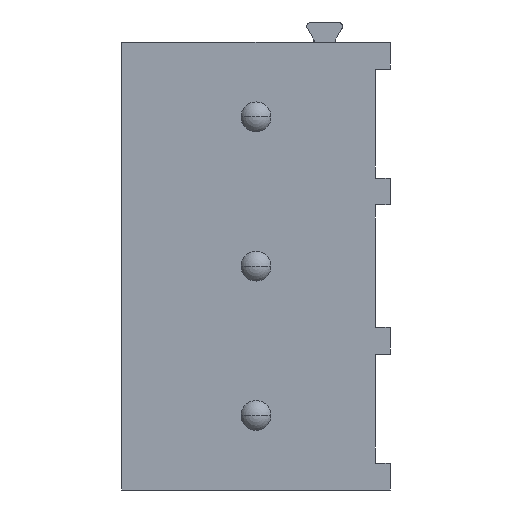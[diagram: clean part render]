
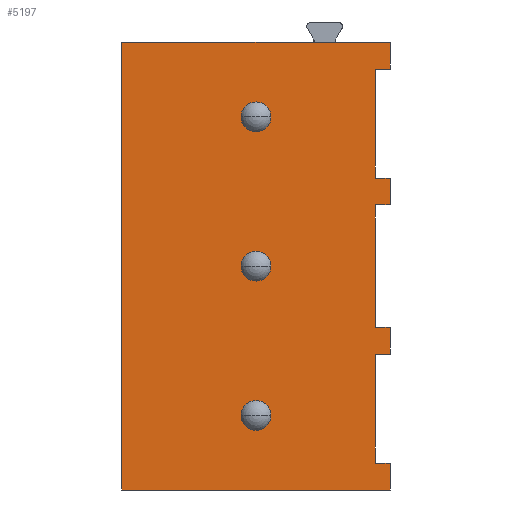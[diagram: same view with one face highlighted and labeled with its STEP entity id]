
A CAD part, front view. The second image highlights one B-rep face of the part: STEP entity #5197.
In plain terms, the highlighted planar face has unit normal (0, -1, 0).
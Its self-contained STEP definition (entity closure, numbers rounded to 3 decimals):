
#89=DIRECTION('',(1.,0.,0.));
#90=VECTOR('',#89,9.);
#91=CARTESIAN_POINT('',(-4.5,-5.14,12.5));
#92=LINE('',#91,#90);
#1052=DIRECTION('',(0.,0.,-1.));
#1053=VECTOR('',#1052,0.9);
#1054=CARTESIAN_POINT('',(4.5,-5.14,-1.6));
#1055=LINE('',#1054,#1053);
#1060=DIRECTION('',(0.,0.,-1.));
#1061=VECTOR('',#1060,0.9);
#1062=CARTESIAN_POINT('',(4.5,-5.14,12.5));
#1063=LINE('',#1062,#1061);
#1072=DIRECTION('',(0.,0.,-1.));
#1073=VECTOR('',#1072,0.9);
#1074=CARTESIAN_POINT('',(4.5,-5.14,2.95));
#1075=LINE('',#1074,#1073);
#1080=DIRECTION('',(0.,0.,-1.));
#1081=VECTOR('',#1080,0.9);
#1082=CARTESIAN_POINT('',(4.5,-5.14,7.95));
#1083=LINE('',#1082,#1081);
#1088=CARTESIAN_POINT('',(0.,-5.14,0.));
#1089=DIRECTION('',(0.,1.,0.));
#1090=DIRECTION('',(-1.,0.,0.));
#1091=AXIS2_PLACEMENT_3D('',#1088,#1089,#1090);
#1093=CARTESIAN_POINT('',(0.,-5.14,0.));
#1094=DIRECTION('',(0.,1.,0.));
#1095=DIRECTION('',(1.,0.,0.));
#1096=AXIS2_PLACEMENT_3D('',#1093,#1094,#1095);
#1098=CARTESIAN_POINT('',(0.,-5.14,5.));
#1099=DIRECTION('',(0.,1.,0.));
#1100=DIRECTION('',(-1.,0.,0.));
#1101=AXIS2_PLACEMENT_3D('',#1098,#1099,#1100);
#1103=CARTESIAN_POINT('',(0.,-5.14,5.));
#1104=DIRECTION('',(0.,1.,0.));
#1105=DIRECTION('',(1.,0.,0.));
#1106=AXIS2_PLACEMENT_3D('',#1103,#1104,#1105);
#1108=CARTESIAN_POINT('',(0.,-5.14,10.));
#1109=DIRECTION('',(0.,1.,0.));
#1110=DIRECTION('',(-1.,0.,0.));
#1111=AXIS2_PLACEMENT_3D('',#1108,#1109,#1110);
#1113=CARTESIAN_POINT('',(0.,-5.14,10.));
#1114=DIRECTION('',(0.,1.,0.));
#1115=DIRECTION('',(1.,0.,0.));
#1116=AXIS2_PLACEMENT_3D('',#1113,#1114,#1115);
#1118=DIRECTION('',(-1.,0.,0.));
#1119=VECTOR('',#1118,0.5);
#1120=CARTESIAN_POINT('',(4.5,-5.14,2.95));
#1121=LINE('',#1120,#1119);
#1122=DIRECTION('',(-1.,0.,0.));
#1123=VECTOR('',#1122,0.5);
#1124=CARTESIAN_POINT('',(4.5,-5.14,2.05));
#1125=LINE('',#1124,#1123);
#1126=DIRECTION('',(0.,0.,1.));
#1127=VECTOR('',#1126,3.65);
#1128=CARTESIAN_POINT('',(4.,-5.14,-1.6));
#1129=LINE('',#1128,#1127);
#1130=DIRECTION('',(-1.,0.,0.));
#1131=VECTOR('',#1130,0.5);
#1132=CARTESIAN_POINT('',(4.5,-5.14,-1.6));
#1133=LINE('',#1132,#1131);
#1134=DIRECTION('',(0.,0.,-1.));
#1135=VECTOR('',#1134,15.);
#1136=CARTESIAN_POINT('',(-4.5,-5.14,12.5));
#1137=LINE('',#1136,#1135);
#1138=DIRECTION('',(-1.,0.,0.));
#1139=VECTOR('',#1138,0.5);
#1140=CARTESIAN_POINT('',(4.5,-5.14,11.6));
#1141=LINE('',#1140,#1139);
#1142=DIRECTION('',(0.,0.,1.));
#1143=VECTOR('',#1142,3.65);
#1144=CARTESIAN_POINT('',(4.,-5.14,7.95));
#1145=LINE('',#1144,#1143);
#1146=DIRECTION('',(-1.,0.,0.));
#1147=VECTOR('',#1146,0.5);
#1148=CARTESIAN_POINT('',(4.5,-5.14,7.95));
#1149=LINE('',#1148,#1147);
#1150=DIRECTION('',(-1.,0.,0.));
#1151=VECTOR('',#1150,0.5);
#1152=CARTESIAN_POINT('',(4.5,-5.14,7.05));
#1153=LINE('',#1152,#1151);
#1154=DIRECTION('',(0.,0.,1.));
#1155=VECTOR('',#1154,4.1);
#1156=CARTESIAN_POINT('',(4.,-5.14,2.95));
#1157=LINE('',#1156,#1155);
#1326=DIRECTION('',(1.,0.,0.));
#1327=VECTOR('',#1326,9.);
#1328=CARTESIAN_POINT('',(-4.5,-5.14,-2.5));
#1329=LINE('',#1328,#1327);
#3065=CARTESIAN_POINT('',(4.5,-5.14,12.5));
#3067=VERTEX_POINT('',#3065);
#3081=CARTESIAN_POINT('',(-4.5,-5.14,12.5));
#3082=VERTEX_POINT('',#3081);
#3083=CARTESIAN_POINT('',(4.5,-5.14,-2.5));
#3085=VERTEX_POINT('',#3083);
#3099=CARTESIAN_POINT('',(-4.5,-5.14,-2.5));
#3100=VERTEX_POINT('',#3099);
#3155=CARTESIAN_POINT('',(-0.5,-5.14,0.));
#3156=CARTESIAN_POINT('',(0.5,-5.14,0.));
#3157=VERTEX_POINT('',#3155);
#3158=VERTEX_POINT('',#3156);
#3388=CARTESIAN_POINT('',(4.5,-5.14,2.05));
#3390=VERTEX_POINT('',#3388);
#3392=CARTESIAN_POINT('',(4.5,-5.14,-1.6));
#3394=VERTEX_POINT('',#3392);
#3404=CARTESIAN_POINT('',(4.,-5.14,-1.6));
#3405=CARTESIAN_POINT('',(4.,-5.14,2.05));
#3406=VERTEX_POINT('',#3404);
#3407=VERTEX_POINT('',#3405);
#3416=CARTESIAN_POINT('',(4.5,-5.14,11.6));
#3418=VERTEX_POINT('',#3416);
#3420=CARTESIAN_POINT('',(4.5,-5.14,7.95));
#3422=VERTEX_POINT('',#3420);
#3432=CARTESIAN_POINT('',(4.,-5.14,11.6));
#3433=VERTEX_POINT('',#3432);
#3434=CARTESIAN_POINT('',(4.,-5.14,7.95));
#3435=VERTEX_POINT('',#3434);
#3436=CARTESIAN_POINT('',(4.5,-5.14,2.95));
#3438=VERTEX_POINT('',#3436);
#3440=CARTESIAN_POINT('',(4.5,-5.14,7.05));
#3442=VERTEX_POINT('',#3440);
#3452=CARTESIAN_POINT('',(4.,-5.14,2.95));
#3453=VERTEX_POINT('',#3452);
#3454=CARTESIAN_POINT('',(4.,-5.14,7.05));
#3455=VERTEX_POINT('',#3454);
#3530=CARTESIAN_POINT('',(-0.5,-5.14,5.));
#3531=VERTEX_POINT('',#3530);
#3532=CARTESIAN_POINT('',(0.5,-5.14,5.));
#3533=VERTEX_POINT('',#3532);
#3672=CARTESIAN_POINT('',(-0.5,-5.14,10.));
#3673=VERTEX_POINT('',#3672);
#3674=CARTESIAN_POINT('',(0.5,-5.14,10.));
#3675=VERTEX_POINT('',#3674);
#5147=CARTESIAN_POINT('',(-4.5,-5.14,12.5));
#5148=DIRECTION('',(0.,-1.,0.));
#5149=DIRECTION('',(1.,0.,0.));
#5150=AXIS2_PLACEMENT_3D('',#5147,#5148,#5149);
#5151=PLANE('',#5150);
#5152=ORIENTED_EDGE('',*,*,#5059,.F.);
#5153=ORIENTED_EDGE('',*,*,#5110,.T.);
#5155=ORIENTED_EDGE('',*,*,#5154,.T.);
#5157=ORIENTED_EDGE('',*,*,#5156,.F.);
#5158=ORIENTED_EDGE('',*,*,#5137,.F.);
#5159=ORIENTED_EDGE('',*,*,#5080,.T.);
#5161=ORIENTED_EDGE('',*,*,#5160,.F.);
#5163=ORIENTED_EDGE('',*,*,#5162,.F.);
#5164=ORIENTED_EDGE('',*,*,#3943,.T.);
#5165=ORIENTED_EDGE('',*,*,#5092,.T.);
#5167=ORIENTED_EDGE('',*,*,#5166,.T.);
#5169=ORIENTED_EDGE('',*,*,#5168,.F.);
#5171=ORIENTED_EDGE('',*,*,#5170,.F.);
#5172=ORIENTED_EDGE('',*,*,#5122,.T.);
#5174=ORIENTED_EDGE('',*,*,#5173,.T.);
#5176=ORIENTED_EDGE('',*,*,#5175,.F.);
#5177=EDGE_LOOP('',(#5152,#5153,#5155,#5157,#5158,#5159,#5161,#5163,#5164,#5165,
#5167,#5169,#5171,#5172,#5174,#5176));
#5178=FACE_OUTER_BOUND('',#5177,.F.);
#5180=ORIENTED_EDGE('',*,*,#5179,.F.);
#5182=ORIENTED_EDGE('',*,*,#5181,.F.);
#5183=EDGE_LOOP('',(#5180,#5182));
#5184=FACE_BOUND('',#5183,.F.);
#5186=ORIENTED_EDGE('',*,*,#5185,.F.);
#5188=ORIENTED_EDGE('',*,*,#5187,.F.);
#5189=EDGE_LOOP('',(#5186,#5188));
#5190=FACE_BOUND('',#5189,.F.);
#5192=ORIENTED_EDGE('',*,*,#5191,.F.);
#5194=ORIENTED_EDGE('',*,*,#5193,.F.);
#5195=EDGE_LOOP('',(#5192,#5194));
#5196=FACE_BOUND('',#5195,.F.);
#1092=CIRCLE('',#1091,0.5);
#1097=CIRCLE('',#1096,0.5);
#1102=CIRCLE('',#1101,0.5);
#1107=CIRCLE('',#1106,0.5);
#1112=CIRCLE('',#1111,0.5);
#1117=CIRCLE('',#1116,0.5);
#3943=EDGE_CURVE('',#3082,#3067,#92,.T.);
#5059=EDGE_CURVE('',#3438,#3453,#1121,.T.);
#5080=EDGE_CURVE('',#3394,#3085,#1055,.T.);
#5092=EDGE_CURVE('',#3067,#3418,#1063,.T.);
#5110=EDGE_CURVE('',#3438,#3390,#1075,.T.);
#5122=EDGE_CURVE('',#3422,#3442,#1083,.T.);
#5137=EDGE_CURVE('',#3394,#3406,#1133,.T.);
#5154=EDGE_CURVE('',#3390,#3407,#1125,.T.);
#5156=EDGE_CURVE('',#3406,#3407,#1129,.T.);
#5160=EDGE_CURVE('',#3100,#3085,#1329,.T.);
#5162=EDGE_CURVE('',#3082,#3100,#1137,.T.);
#5166=EDGE_CURVE('',#3418,#3433,#1141,.T.);
#5168=EDGE_CURVE('',#3435,#3433,#1145,.T.);
#5170=EDGE_CURVE('',#3422,#3435,#1149,.T.);
#5173=EDGE_CURVE('',#3442,#3455,#1153,.T.);
#5175=EDGE_CURVE('',#3453,#3455,#1157,.T.);
#5179=EDGE_CURVE('',#3531,#3533,#1102,.T.);
#5181=EDGE_CURVE('',#3533,#3531,#1107,.T.);
#5185=EDGE_CURVE('',#3673,#3675,#1112,.T.);
#5187=EDGE_CURVE('',#3675,#3673,#1117,.T.);
#5191=EDGE_CURVE('',#3157,#3158,#1092,.T.);
#5193=EDGE_CURVE('',#3158,#3157,#1097,.T.);
#5197=ADVANCED_FACE('',(#5178,#5184,#5190,#5196),#5151,.T.);
